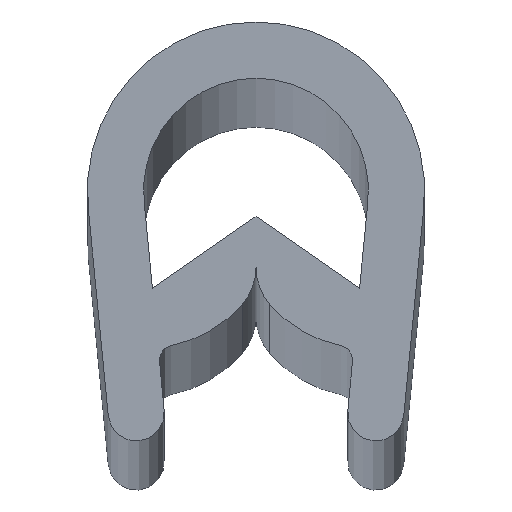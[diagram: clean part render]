
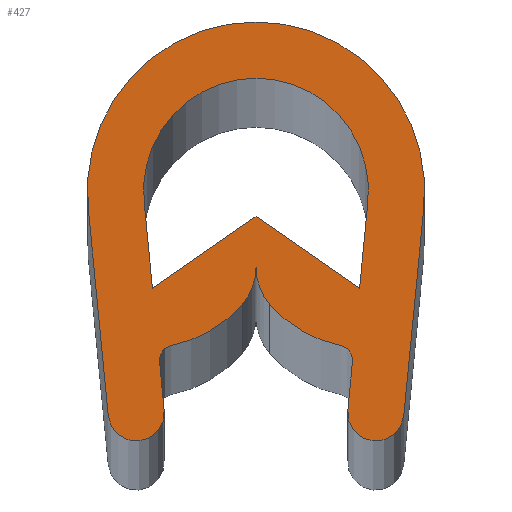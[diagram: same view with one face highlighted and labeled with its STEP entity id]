
A CAD part, top view. The second image highlights one B-rep face of the part: STEP entity #427.
In plain terms, the highlighted planar face has unit normal (0, 0, 1).
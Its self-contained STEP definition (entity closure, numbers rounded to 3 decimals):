
#77=DIRECTION('',(-0.096,0.995,0.));
#78=VECTOR('',#77,3.103);
#79=CARTESIAN_POINT('',(-3.684,-3.472,500.));
#80=LINE('',#79,#78);
#81=DIRECTION('',(0.822,0.57,0.));
#82=VECTOR('',#81,4.483);
#83=CARTESIAN_POINT('',(-3.684,-3.472,500.));
#84=LINE('',#83,#82);
#85=DIRECTION('',(-0.822,0.57,0.));
#86=VECTOR('',#85,4.483);
#87=CARTESIAN_POINT('',(3.684,-3.472,500.));
#88=LINE('',#87,#86);
#89=DIRECTION('',(-0.096,-0.995,0.));
#90=VECTOR('',#89,3.103);
#91=CARTESIAN_POINT('',(3.982,-0.383,500.));
#92=LINE('',#91,#90);
#93=CARTESIAN_POINT('',(0.,0.,500.));
#94=DIRECTION('',(0.,0.,-1.));
#95=DIRECTION('',(-0.995,-0.096,0.));
#96=AXIS2_PLACEMENT_3D('',#93,#94,#95);
#98=CARTESIAN_POINT('',(-4.262,-7.909,500.));
#99=DIRECTION('',(0.,0.,1.));
#100=DIRECTION('',(-0.995,-0.096,0.));
#101=AXIS2_PLACEMENT_3D('',#98,#99,#100);
#103=DIRECTION('',(0.096,-0.995,0.));
#104=VECTOR('',#103,7.464);
#105=CARTESIAN_POINT('',(-5.972,-0.575,500.));
#106=LINE('',#105,#104);
#107=CARTESIAN_POINT('',(0.,0.,500.));
#108=DIRECTION('',(0.,0.,1.));
#109=DIRECTION('',(0.995,-0.096,0.));
#110=AXIS2_PLACEMENT_3D('',#107,#108,#109);
#112=DIRECTION('',(0.096,0.995,0.));
#113=VECTOR('',#112,7.464);
#114=CARTESIAN_POINT('',(5.257,-8.005,500.));
#115=LINE('',#114,#113);
#116=CARTESIAN_POINT('',(4.262,-7.909,500.));
#117=DIRECTION('',(0.,0.,1.));
#118=DIRECTION('',(-0.995,0.096,0.));
#119=AXIS2_PLACEMENT_3D('',#116,#117,#118);
#121=DIRECTION('',(-0.096,-0.995,0.));
#122=VECTOR('',#121,1.766);
#123=CARTESIAN_POINT('',(3.435,-6.055,500.));
#124=LINE('',#123,#122);
#125=CARTESIAN_POINT('',(3.917,-1.053,500.));
#126=DIRECTION('',(0.,0.,1.));
#127=DIRECTION('',(-0.752,-0.659,0.));
#128=AXIS2_PLACEMENT_3D('',#125,#126,#127);
#130=CARTESIAN_POINT('',(2.,-2.734,500.));
#131=DIRECTION('',(0.,0.,1.));
#132=DIRECTION('',(-1.,0.,0.));
#133=AXIS2_PLACEMENT_3D('',#130,#131,#132);
#135=CARTESIAN_POINT('',(-2.,-2.734,500.));
#136=DIRECTION('',(0.,0.,1.));
#137=DIRECTION('',(0.752,-0.659,0.));
#138=AXIS2_PLACEMENT_3D('',#135,#136,#137);
#140=CARTESIAN_POINT('',(-3.917,-1.053,500.));
#141=DIRECTION('',(0.,0.,-1.));
#142=DIRECTION('',(0.752,-0.659,0.));
#143=AXIS2_PLACEMENT_3D('',#140,#141,#142);
#145=DIRECTION('',(-0.096,0.995,0.));
#146=VECTOR('',#145,1.766);
#147=CARTESIAN_POINT('',(-3.266,-7.813,500.));
#148=LINE('',#147,#146);
#202=CARTESIAN_POINT('',(2.938,-6.007,500.));
#203=DIRECTION('',(0.,0.,-1.));
#204=DIRECTION('',(0.194,0.981,0.));
#205=AXIS2_PLACEMENT_3D('',#202,#203,#204);
#227=CARTESIAN_POINT('',(-2.938,-6.007,500.));
#228=DIRECTION('',(0.,0.,-1.));
#229=DIRECTION('',(-0.995,-0.096,0.));
#230=AXIS2_PLACEMENT_3D('',#227,#228,#229);
#245=CARTESIAN_POINT('',(5.972,-0.575,500.));
#246=CARTESIAN_POINT('',(-5.972,-0.575,500.));
#247=VERTEX_POINT('',#245);
#248=VERTEX_POINT('',#246);
#249=CARTESIAN_POINT('',(-3.982,-0.383,500.));
#250=CARTESIAN_POINT('',(3.982,-0.383,500.));
#251=VERTEX_POINT('',#249);
#252=VERTEX_POINT('',#250);
#253=CARTESIAN_POINT('',(3.266,-7.813,500.));
#254=CARTESIAN_POINT('',(5.257,-8.005,500.));
#255=VERTEX_POINT('',#253);
#256=VERTEX_POINT('',#254);
#265=CARTESIAN_POINT('',(-5.257,-8.005,500.));
#266=VERTEX_POINT('',#265);
#267=CARTESIAN_POINT('',(-3.266,-7.813,500.));
#268=VERTEX_POINT('',#267);
#270=CARTESIAN_POINT('',(3.684,-3.472,500.));
#272=VERTEX_POINT('',#270);
#273=CARTESIAN_POINT('',(0.496,-4.053,500.));
#275=VERTEX_POINT('',#273);
#278=CARTESIAN_POINT('',(3.435,-6.055,500.));
#280=VERTEX_POINT('',#278);
#282=CARTESIAN_POINT('',(3.035,-5.517,500.));
#284=VERTEX_POINT('',#282);
#289=CARTESIAN_POINT('',(-3.684,-3.472,500.));
#290=CARTESIAN_POINT('',(0.,-0.918,500.));
#291=VERTEX_POINT('',#289);
#292=VERTEX_POINT('',#290);
#293=CARTESIAN_POINT('',(-0.496,-4.053,500.));
#294=CARTESIAN_POINT('',(0.,-2.734,500.));
#295=VERTEX_POINT('',#293);
#296=VERTEX_POINT('',#294);
#301=CARTESIAN_POINT('',(-3.435,-6.055,500.));
#303=VERTEX_POINT('',#301);
#305=CARTESIAN_POINT('',(-3.035,-5.517,500.));
#307=VERTEX_POINT('',#305);
#384=CARTESIAN_POINT('',(0.,0.,500.));
#385=DIRECTION('',(0.,0.,1.));
#386=DIRECTION('',(1.,0.,0.));
#387=AXIS2_PLACEMENT_3D('',#384,#385,#386);
#388=PLANE('',#387);
#390=ORIENTED_EDGE('',*,*,#389,.F.);
#392=ORIENTED_EDGE('',*,*,#391,.F.);
#394=ORIENTED_EDGE('',*,*,#393,.F.);
#396=ORIENTED_EDGE('',*,*,#395,.F.);
#398=ORIENTED_EDGE('',*,*,#397,.F.);
#400=ORIENTED_EDGE('',*,*,#399,.F.);
#402=ORIENTED_EDGE('',*,*,#401,.F.);
#404=ORIENTED_EDGE('',*,*,#403,.F.);
#406=ORIENTED_EDGE('',*,*,#405,.F.);
#408=ORIENTED_EDGE('',*,*,#407,.F.);
#410=ORIENTED_EDGE('',*,*,#409,.T.);
#412=ORIENTED_EDGE('',*,*,#411,.F.);
#414=ORIENTED_EDGE('',*,*,#413,.F.);
#415=EDGE_LOOP('',(#390,#392,#394,#396,#398,#400,#402,#404,#406,#408,#410,#412,
#414));
#416=FACE_OUTER_BOUND('',#415,.F.);
#418=ORIENTED_EDGE('',*,*,#417,.F.);
#419=ORIENTED_EDGE('',*,*,#377,.T.);
#420=ORIENTED_EDGE('',*,*,#365,.F.);
#422=ORIENTED_EDGE('',*,*,#421,.F.);
#424=ORIENTED_EDGE('',*,*,#423,.F.);
#425=EDGE_LOOP('',(#418,#419,#420,#422,#424));
#426=FACE_BOUND('',#425,.F.);
#427=ADVANCED_FACE('',(#416,#426),#388,.T.);
#97=CIRCLE('',#96,4.);
#102=CIRCLE('',#101,1.);
#111=CIRCLE('',#110,6.);
#120=CIRCLE('',#119,1.);
#129=CIRCLE('',#128,4.55);
#134=CIRCLE('',#133,2.);
#139=CIRCLE('',#138,2.);
#144=CIRCLE('',#143,4.55);
#206=CIRCLE('',#205,0.5);
#231=CIRCLE('',#230,0.5);
#365=EDGE_CURVE('',#272,#292,#88,.T.);
#377=EDGE_CURVE('',#291,#292,#84,.T.);
#389=EDGE_CURVE('',#266,#268,#102,.T.);
#391=EDGE_CURVE('',#248,#266,#106,.T.);
#393=EDGE_CURVE('',#247,#248,#111,.T.);
#395=EDGE_CURVE('',#256,#247,#115,.T.);
#397=EDGE_CURVE('',#255,#256,#120,.T.);
#399=EDGE_CURVE('',#280,#255,#124,.T.);
#401=EDGE_CURVE('',#284,#280,#206,.T.);
#403=EDGE_CURVE('',#275,#284,#129,.T.);
#405=EDGE_CURVE('',#296,#275,#134,.T.);
#407=EDGE_CURVE('',#295,#296,#139,.T.);
#409=EDGE_CURVE('',#295,#307,#144,.T.);
#411=EDGE_CURVE('',#303,#307,#231,.T.);
#413=EDGE_CURVE('',#268,#303,#148,.T.);
#417=EDGE_CURVE('',#291,#251,#80,.T.);
#421=EDGE_CURVE('',#252,#272,#92,.T.);
#423=EDGE_CURVE('',#251,#252,#97,.T.);
